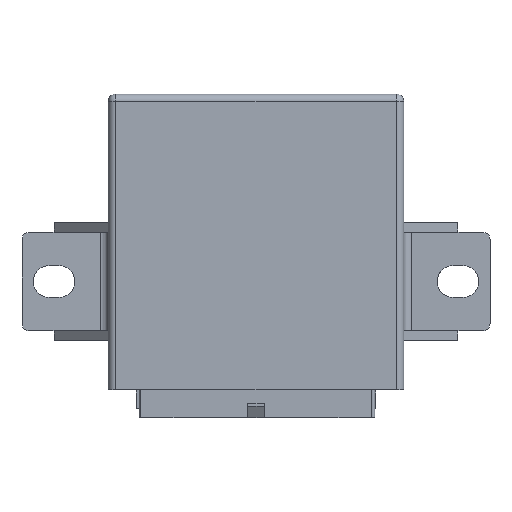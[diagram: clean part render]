
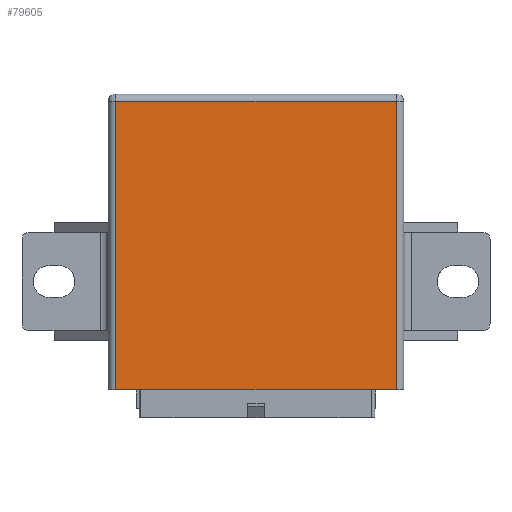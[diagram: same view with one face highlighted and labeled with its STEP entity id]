
A CAD part, top view. The second image highlights one B-rep face of the part: STEP entity #79605.
In plain terms, the highlighted planar face has unit normal (0, 0, 1).
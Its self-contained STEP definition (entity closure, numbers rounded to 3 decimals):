
#6019 = VECTOR ( 'NONE', #51150, 1000. ) ;
#7988 = EDGE_CURVE ( 'NONE', #23665, #32054, #66135, .T. ) ;
#8334 = LINE ( 'NONE', #61900, #105823 ) ;
#17350 = CARTESIAN_POINT ( 'NONE',  ( 0., 58.5, 0. ) ) ;
#23587 = LINE ( 'NONE', #107283, #6019 ) ;
#23665 = VERTEX_POINT ( 'NONE', #119316 ) ;
#32054 = VERTEX_POINT ( 'NONE', #38835 ) ;
#33697 = EDGE_CURVE ( 'NONE', #32054, #72406, #23587, .T. ) ;
#38835 = CARTESIAN_POINT ( 'NONE',  ( -28.5, 0., 0. ) ) ;
#43636 = ORIENTED_EDGE ( 'NONE', *, *, #51176, .F. ) ;
#44175 = DIRECTION ( 'NONE',  ( -1., 0., 0. ) ) ;
#46427 = VECTOR ( 'NONE', #44175, 1000. ) ;
#51150 = DIRECTION ( 'NONE',  ( 1., 0., 0. ) ) ;
#51176 = EDGE_CURVE ( 'NONE', #75229, #72406, #8334, .T. ) ;
#54122 = DIRECTION ( 'NONE',  ( 0., 0., -1. ) ) ;
#59776 = EDGE_CURVE ( 'NONE', #75229, #23665, #87795, .T. ) ;
#60002 = EDGE_LOOP ( 'NONE', ( #43636, #120987, #111448, #104349 ) ) ;
#61900 = CARTESIAN_POINT ( 'NONE',  ( 28.5, 60., 0. ) ) ;
#66135 = LINE ( 'NONE', #103135, #102976 ) ;
#72406 = VERTEX_POINT ( 'NONE', #77239 ) ;
#75229 = VERTEX_POINT ( 'NONE', #78929 ) ;
#77239 = CARTESIAN_POINT ( 'NONE',  ( 28.5, 0., 0. ) ) ;
#78929 = CARTESIAN_POINT ( 'NONE',  ( 28.5, 58.5, 0. ) ) ;
#79605 = ADVANCED_FACE ( 'NONE', ( #99491 ), #89210, .F. ) ;
#81406 = CARTESIAN_POINT ( 'NONE',  ( 0., 60., 0. ) ) ;
#83130 = DIRECTION ( 'NONE',  ( 0., -1., 0. ) ) ;
#87795 = LINE ( 'NONE', #17350, #46427 ) ;
#89210 = PLANE ( 'NONE',  #118221 ) ;
#92056 = DIRECTION ( 'NONE',  ( -1., 0., 0. ) ) ;
#99491 = FACE_OUTER_BOUND ( 'NONE', #60002, .T. ) ;
#102976 = VECTOR ( 'NONE', #83130, 1000. ) ;
#103135 = CARTESIAN_POINT ( 'NONE',  ( -28.5, 60., 0. ) ) ;
#104349 = ORIENTED_EDGE ( 'NONE', *, *, #33697, .T. ) ;
#105823 = VECTOR ( 'NONE', #109288, 1000. ) ;
#107283 = CARTESIAN_POINT ( 'NONE',  ( 0., 0., 0. ) ) ;
#109288 = DIRECTION ( 'NONE',  ( 0., -1., 0. ) ) ;
#111448 = ORIENTED_EDGE ( 'NONE', *, *, #7988, .T. ) ;
#118221 = AXIS2_PLACEMENT_3D ( 'NONE', #81406, #54122, #92056 ) ;
#119316 = CARTESIAN_POINT ( 'NONE',  ( -28.5, 58.5, 0. ) ) ;
#120987 = ORIENTED_EDGE ( 'NONE', *, *, #59776, .T. ) ;
